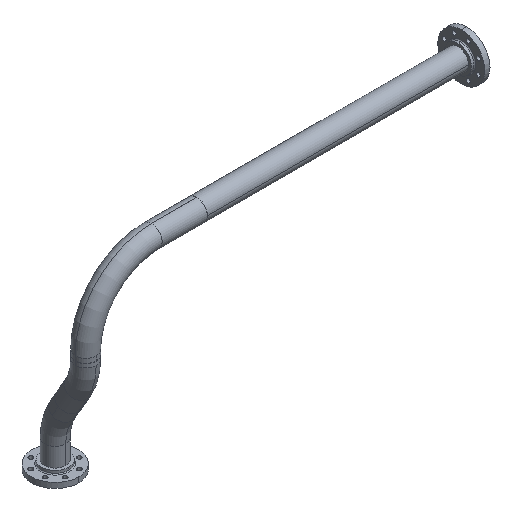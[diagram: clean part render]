
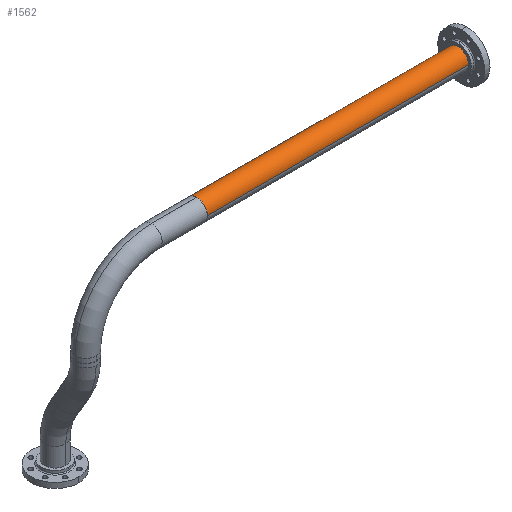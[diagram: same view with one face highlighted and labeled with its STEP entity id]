
A CAD part, isometric view. The second image highlights one B-rep face of the part: STEP entity #1562.
In plain terms, the highlighted cylindrical face has radius 57.15 mm (diameter 114.3 mm), a partial arc.
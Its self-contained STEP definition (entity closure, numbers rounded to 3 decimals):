
#76 = CARTESIAN_POINT ( 'NONE',  ( -725., 0., 0. ) ) ;
#251 = CYLINDRICAL_SURFACE ( 'NONE', #3330, 57.15 ) ;
#298 = LINE ( 'NONE', #644, #3763 ) ;
#346 = ORIENTED_EDGE ( 'NONE', *, *, #894, .T. ) ;
#573 = CIRCLE ( 'NONE', #3484, 57.15 ) ;
#644 = CARTESIAN_POINT ( 'NONE',  ( 725., -57.15, 0. ) ) ;
#657 = DIRECTION ( 'NONE',  ( 1., 0., 0. ) ) ;
#784 = DIRECTION ( 'NONE',  ( 0., 1., 0. ) ) ;
#894 = EDGE_CURVE ( 'NONE', #3375, #3517, #3211, .T. ) ;
#1012 = EDGE_CURVE ( 'NONE', #3375, #1500, #2757, .T. ) ;
#1128 = DIRECTION ( 'NONE',  ( 0., -1., 0. ) ) ;
#1500 = VERTEX_POINT ( 'NONE', #2679 ) ;
#1562 = ADVANCED_FACE ( 'NONE', ( #2351 ), #251, .T. ) ;
#1578 = AXIS2_PLACEMENT_3D ( 'NONE', #3884, #2945, #784 ) ;
#1640 = DIRECTION ( 'NONE',  ( 0., 1., 0. ) ) ;
#1849 = CARTESIAN_POINT ( 'NONE',  ( -725., 57.15, 0. ) ) ;
#1977 = ORIENTED_EDGE ( 'NONE', *, *, #1012, .F. ) ;
#2131 = CARTESIAN_POINT ( 'NONE',  ( 725., 0., 0. ) ) ;
#2140 = EDGE_CURVE ( 'NONE', #1500, #3685, #298, .T. ) ;
#2187 = ORIENTED_EDGE ( 'NONE', *, *, #2140, .F. ) ;
#2351 = FACE_OUTER_BOUND ( 'NONE', #3293, .T. ) ;
#2402 = CARTESIAN_POINT ( 'NONE',  ( -725., -57.15, 0. ) ) ;
#2679 = CARTESIAN_POINT ( 'NONE',  ( 725., -57.15, 0. ) ) ;
#2757 = CIRCLE ( 'NONE', #1578, 57.15 ) ;
#2945 = DIRECTION ( 'NONE',  ( 1., 0., 0. ) ) ;
#3063 = DIRECTION ( 'NONE',  ( -1., 0., 0. ) ) ;
#3147 = CARTESIAN_POINT ( 'NONE',  ( 725., 57.15, 0. ) ) ;
#3178 = CARTESIAN_POINT ( 'NONE',  ( 725., 57.15, 0. ) ) ;
#3211 = LINE ( 'NONE', #3147, #3393 ) ;
#3293 = EDGE_LOOP ( 'NONE', ( #1977, #346, #3975, #2187 ) ) ;
#3330 = AXIS2_PLACEMENT_3D ( 'NONE', #2131, #3063, #1128 ) ;
#3337 = EDGE_CURVE ( 'NONE', #3517, #3685, #573, .T. ) ;
#3339 = DIRECTION ( 'NONE',  ( -1., 0., 0. ) ) ;
#3375 = VERTEX_POINT ( 'NONE', #3178 ) ;
#3393 = VECTOR ( 'NONE', #3793, 1000. ) ;
#3484 = AXIS2_PLACEMENT_3D ( 'NONE', #76, #657, #1640 ) ;
#3517 = VERTEX_POINT ( 'NONE', #1849 ) ;
#3685 = VERTEX_POINT ( 'NONE', #2402 ) ;
#3763 = VECTOR ( 'NONE', #3339, 1000. ) ;
#3793 = DIRECTION ( 'NONE',  ( -1., 0., 0. ) ) ;
#3884 = CARTESIAN_POINT ( 'NONE',  ( 725., 0., 0. ) ) ;
#3975 = ORIENTED_EDGE ( 'NONE', *, *, #3337, .T. ) ;
